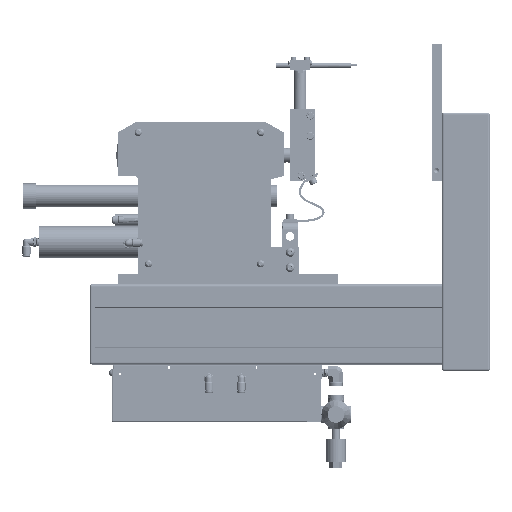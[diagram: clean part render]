
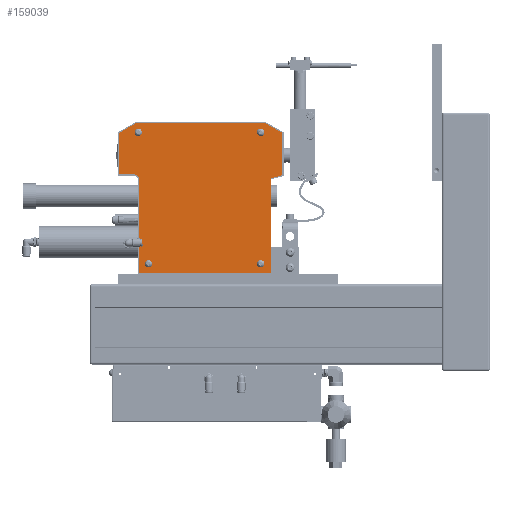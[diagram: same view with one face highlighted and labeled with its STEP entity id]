
A CAD part, left-side view. The second image highlights one B-rep face of the part: STEP entity #159039.
In plain terms, the highlighted face is planar.
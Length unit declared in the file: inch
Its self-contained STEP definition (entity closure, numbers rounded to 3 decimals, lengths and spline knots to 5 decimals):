
#32335 = AXIS2_PLACEMENT_3D ( 'NONE', #139169, #139171, #139172 ) ;
#35836 = CARTESIAN_POINT ( 'NONE',  ( 4.83705, 0.82, 0.075 ) ) ;
#44526 = LINE ( 'NONE', #88536, #45195 ) ;
#44877 = VECTOR ( 'NONE', #88987, 39.37008 ) ;
#44910 = LINE ( 'NONE', #88982, #44877 ) ;
#45001 = VECTOR ( 'NONE', #88928, 39.37008 ) ;
#45028 = LINE ( 'NONE', #88923, #45001 ) ;
#45052 = LINE ( 'NONE', #88273, #45087 ) ;
#45087 = VECTOR ( 'NONE', #88415, 39.37008 ) ;
#45195 = VECTOR ( 'NONE', #88759, 39.37008 ) ;
#49422 = CARTESIAN_POINT ( 'NONE',  ( 7.377, 8.01, 0.075 ) ) ;
#63634 = CARTESIAN_POINT ( 'NONE',  ( 0.057, 7.82, 0.075 ) ) ;
#63671 = DIRECTION ( 'NONE',  ( 1., 0., 0. ) ) ;
#63711 = CARTESIAN_POINT ( 'NONE',  ( 4.627, 8.07, 0.075 ) ) ;
#63712 = DIRECTION ( 'NONE',  ( 0., 0., -1. ) ) ;
#63715 = DIRECTION ( 'NONE',  ( -1., 0., 0. ) ) ;
#63780 = CARTESIAN_POINT ( 'NONE',  ( 4.877, 0.82, 0.075 ) ) ;
#63786 = DIRECTION ( 'NONE',  ( 0.5, -0.866, 0. ) ) ;
#63806 = DIRECTION ( 'NONE',  ( 0., 1., 0. ) ) ;
#63816 = CARTESIAN_POINT ( 'NONE',  ( 8.66036, 5.78715, 0.075 ) ) ;
#63898 = CARTESIAN_POINT ( 'NONE',  ( 5.19626, -2.14715, 0.075 ) ) ;
#63938 = CARTESIAN_POINT ( 'NONE',  ( 4.51685, 2.01501, 0.075 ) ) ;
#63941 = DIRECTION ( 'NONE',  ( -0.5, -0.866, 0. ) ) ;
#64009 = DIRECTION ( 'NONE',  ( -0.259, 0.966, 0. ) ) ;
#64074 = CARTESIAN_POINT ( 'NONE',  ( 4.64096, 1.32, 0.075 ) ) ;
#64076 = DIRECTION ( 'NONE',  ( 0., 0., -1. ) ) ;
#64080 = DIRECTION ( 'NONE',  ( -1., 0., 0. ) ) ;
#69155 = CARTESIAN_POINT ( 'NONE',  ( 4.877, 8.82, 0.075 ) ) ;
#69750 = CARTESIAN_POINT ( 'NONE',  ( 0.057, 1.38, 0.075 ) ) ;
#69776 = DIRECTION ( 'NONE',  ( -1., 0., 0. ) ) ;
#69969 = CARTESIAN_POINT ( 'NONE',  ( 0.497, 7.38, 0.075 ) ) ;
#69971 = DIRECTION ( 'NONE',  ( 0., 0., 1. ) ) ;
#69973 = DIRECTION ( 'NONE',  ( 1., 0., 0. ) ) ;
#69978 = CARTESIAN_POINT ( 'NONE',  ( 0.497, 1.88, 0.075 ) ) ;
#69980 = DIRECTION ( 'NONE',  ( 0., 0., 1. ) ) ;
#69982 = DIRECTION ( 'NONE',  ( 1., 0., 0. ) ) ;
#69987 = CARTESIAN_POINT ( 'NONE',  ( 6.937, 1.88, 0.075 ) ) ;
#69989 = DIRECTION ( 'NONE',  ( 0., 0., 1. ) ) ;
#69990 = DIRECTION ( 'NONE',  ( 1., 0., 0. ) ) ;
#70096 = CARTESIAN_POINT ( 'NONE',  ( 6.937, 7.88, 0.075 ) ) ;
#70098 = DIRECTION ( 'NONE',  ( 0., 0., 1. ) ) ;
#70100 = DIRECTION ( 'NONE',  ( 1., 0., 0. ) ) ;
#73688 = EDGE_LOOP ( 'NONE', ( #193732 ) ) ;
#74009 = EDGE_LOOP ( 'NONE', ( #193736 ) ) ;
#74304 = EDGE_LOOP ( 'NONE', ( #193734 ) ) ;
#75758 = EDGE_LOOP ( 'NONE', ( #193739 ) ) ;
#75973 = EDGE_LOOP ( 'NONE', ( #193730, #193728, #193726, #193723, #193721, #193719, #193717, #193715, #193713, #193710, #193708, #193706 ) ) ;
#79949 = LINE ( 'NONE', #63634, #79966 ) ;
#79952 = CIRCLE ( 'NONE', #155583, 0.25 ) ;
#79966 = VECTOR ( 'NONE', #63671, 39.37008 ) ;
#79972 = LINE ( 'NONE', #63816, #80041 ) ;
#79985 = CIRCLE ( 'NONE', #155700, 0.1015 ) ;
#80010 = LINE ( 'NONE', #63780, #80031 ) ;
#80013 = CIRCLE ( 'NONE', #155692, 0.1015 ) ;
#80016 = CIRCLE ( 'NONE', #155689, 0.1015 ) ;
#80031 = VECTOR ( 'NONE', #63806, 39.37008 ) ;
#80041 = VECTOR ( 'NONE', #63786, 39.37008 ) ;
#80055 = VECTOR ( 'NONE', #69776, 39.37008 ) ;
#80057 = CIRCLE ( 'NONE', #155686, 0.1015 ) ;
#80061 = LINE ( 'NONE', #69750, #80055 ) ;
#80101 = LINE ( 'NONE', #63898, #80103 ) ;
#80103 = VECTOR ( 'NONE', #63941, 39.37008 ) ;
#80109 = LINE ( 'NONE', #63938, #80118 ) ;
#80114 = CIRCLE ( 'NONE', #155638, 0.06 ) ;
#80118 = VECTOR ( 'NONE', #64009, 39.37008 ) ;
#85099 = EDGE_CURVE ( 'NONE', #108327, #102499, #79949, .T. ) ;
#85101 = EDGE_CURVE ( 'NONE', #102361, #102499, #79952, .T. ) ;
#85107 = EDGE_CURVE ( 'NONE', #102361, #101656, #80010, .T. ) ;
#85109 = EDGE_CURVE ( 'NONE', #108754, #100539, #79972, .T. ) ;
#85114 = EDGE_CURVE ( 'NONE', #108060, #108054, #80101, .T. ) ;
#85117 = EDGE_CURVE ( 'NONE', #100251, #110384, #80109, .T. ) ;
#85121 = EDGE_CURVE ( 'NONE', #107745, #110384, #80114, .T. ) ;
#85132 = EDGE_CURVE ( 'NONE', #107745, #108724, #80061, .T. ) ;
#85138 = EDGE_CURVE ( 'NONE', #129261, #129261, #80057, .T. ) ;
#85139 = EDGE_CURVE ( 'NONE', #129264, #129264, #80016, .T. ) ;
#85140 = EDGE_CURVE ( 'NONE', #129268, #129268, #80013, .T. ) ;
#85148 = EDGE_CURVE ( 'NONE', #129274, #129274, #79985, .T. ) ;
#85268 = EDGE_CURVE ( 'NONE', #100251, #108054, #45052, .T. ) ;
#85280 = EDGE_CURVE ( 'NONE', #108060, #100539, #44526, .T. ) ;
#85292 = EDGE_CURVE ( 'NONE', #108754, #101656, #45028, .T. ) ;
#85300 = EDGE_CURVE ( 'NONE', #108327, #108724, #44910, .T. ) ;
#88273 = CARTESIAN_POINT ( 'NONE',  ( 0.057, 0.82, 0.075 ) ) ;
#88415 = DIRECTION ( 'NONE',  ( 1., 0., 0. ) ) ;
#88536 = CARTESIAN_POINT ( 'NONE',  ( 7.377, 0.82, 0.075 ) ) ;
#88759 = DIRECTION ( 'NONE',  ( 0., 1., 0. ) ) ;
#88923 = CARTESIAN_POINT ( 'NONE',  ( 0.057, 8.82, 0.075 ) ) ;
#88928 = DIRECTION ( 'NONE',  ( -1., 0., 0. ) ) ;
#88982 = CARTESIAN_POINT ( 'NONE',  ( 0.057, 0.82, 0.075 ) ) ;
#88987 = DIRECTION ( 'NONE',  ( 0., -1., 0. ) ) ;
#96864 = CARTESIAN_POINT ( 'NONE',  ( 4.877, 8.07, 0.075 ) ) ;
#97186 = CARTESIAN_POINT ( 'NONE',  ( 4.627, 7.82, 0.075 ) ) ;
#99020 = CARTESIAN_POINT ( 'NONE',  ( 4.64096, 1.38, 0.075 ) ) ;
#99338 = CARTESIAN_POINT ( 'NONE',  ( 6.90935, 0.82, 0.075 ) ) ;
#99343 = CARTESIAN_POINT ( 'NONE',  ( 7.377, 1.63, 0.075 ) ) ;
#99591 = CARTESIAN_POINT ( 'NONE',  ( 0.057, 7.82, 0.075 ) ) ;
#99896 = CARTESIAN_POINT ( 'NONE',  ( 0.057, 1.38, 0.075 ) ) ;
#99929 = CARTESIAN_POINT ( 'NONE',  ( 6.90935, 8.82, 0.075 ) ) ;
#100251 = VERTEX_POINT ( 'NONE', #35836 ) ;
#100539 = VERTEX_POINT ( 'NONE', #49422 ) ;
#101440 = CARTESIAN_POINT ( 'NONE',  ( 4.69892, 1.33553, 0.075 ) ) ;
#101656 = VERTEX_POINT ( 'NONE', #69155 ) ;
#102361 = VERTEX_POINT ( 'NONE', #96864 ) ;
#102499 = VERTEX_POINT ( 'NONE', #97186 ) ;
#107745 = VERTEX_POINT ( 'NONE', #99020 ) ;
#108054 = VERTEX_POINT ( 'NONE', #99338 ) ;
#108060 = VERTEX_POINT ( 'NONE', #99343 ) ;
#108327 = VERTEX_POINT ( 'NONE', #99591 ) ;
#108724 = VERTEX_POINT ( 'NONE', #99896 ) ;
#108754 = VERTEX_POINT ( 'NONE', #99929 ) ;
#110384 = VERTEX_POINT ( 'NONE', #101440 ) ;
#129261 = VERTEX_POINT ( 'NONE', #132151 ) ;
#129264 = VERTEX_POINT ( 'NONE', #132154 ) ;
#129268 = VERTEX_POINT ( 'NONE', #132156 ) ;
#129274 = VERTEX_POINT ( 'NONE', #132161 ) ;
#132151 = CARTESIAN_POINT ( 'NONE',  ( 0.5985, 7.38, 0.075 ) ) ;
#132154 = CARTESIAN_POINT ( 'NONE',  ( 0.5985, 1.88, 0.075 ) ) ;
#132156 = CARTESIAN_POINT ( 'NONE',  ( 7.0385, 1.88, 0.075 ) ) ;
#132161 = CARTESIAN_POINT ( 'NONE',  ( 7.0385, 7.88, 0.075 ) ) ;
#139157 = PLANE ( 'NONE',  #32335 ) ;
#139169 = CARTESIAN_POINT ( 'NONE',  ( 0.057, 0.82, 0.075 ) ) ;
#139171 = DIRECTION ( 'NONE',  ( 0., 0., -1. ) ) ;
#139172 = DIRECTION ( 'NONE',  ( -1., 0., 0. ) ) ;
#141225 = FACE_BOUND ( 'NONE', #75758, .T. ) ;
#141228 = FACE_BOUND ( 'NONE', #74304, .T. ) ;
#141232 = FACE_OUTER_BOUND ( 'NONE', #75973, .T. ) ;
#141236 = FACE_BOUND ( 'NONE', #73688, .T. ) ;
#141239 = FACE_BOUND ( 'NONE', #74009, .T. ) ;
#155583 = AXIS2_PLACEMENT_3D ( 'NONE', #63711, #63712, #63715 ) ;
#155638 = AXIS2_PLACEMENT_3D ( 'NONE', #64074, #64076, #64080 ) ;
#155686 = AXIS2_PLACEMENT_3D ( 'NONE', #69969, #69971, #69973 ) ;
#155689 = AXIS2_PLACEMENT_3D ( 'NONE', #69978, #69980, #69982 ) ;
#155692 = AXIS2_PLACEMENT_3D ( 'NONE', #69987, #69989, #69990 ) ;
#155700 = AXIS2_PLACEMENT_3D ( 'NONE', #70096, #70098, #70100 ) ;
#159039 = ADVANCED_FACE ( 'NONE', ( #141225, #141239, #141228, #141236, #141232 ), #139157, .F. ) ;
#193706 = ORIENTED_EDGE ( 'NONE', *, *, #85300, .T. ) ;
#193708 = ORIENTED_EDGE ( 'NONE', *, *, #85099, .F. ) ;
#193710 = ORIENTED_EDGE ( 'NONE', *, *, #85101, .T. ) ;
#193713 = ORIENTED_EDGE ( 'NONE', *, *, #85107, .F. ) ;
#193715 = ORIENTED_EDGE ( 'NONE', *, *, #85292, .T. ) ;
#193717 = ORIENTED_EDGE ( 'NONE', *, *, #85109, .F. ) ;
#193719 = ORIENTED_EDGE ( 'NONE', *, *, #85280, .T. ) ;
#193721 = ORIENTED_EDGE ( 'NONE', *, *, #85114, .F. ) ;
#193723 = ORIENTED_EDGE ( 'NONE', *, *, #85268, .T. ) ;
#193726 = ORIENTED_EDGE ( 'NONE', *, *, #85117, .F. ) ;
#193728 = ORIENTED_EDGE ( 'NONE', *, *, #85121, .T. ) ;
#193730 = ORIENTED_EDGE ( 'NONE', *, *, #85132, .F. ) ;
#193732 = ORIENTED_EDGE ( 'NONE', *, *, #85138, .F. ) ;
#193734 = ORIENTED_EDGE ( 'NONE', *, *, #85139, .F. ) ;
#193736 = ORIENTED_EDGE ( 'NONE', *, *, #85140, .F. ) ;
#193739 = ORIENTED_EDGE ( 'NONE', *, *, #85148, .F. ) ;
